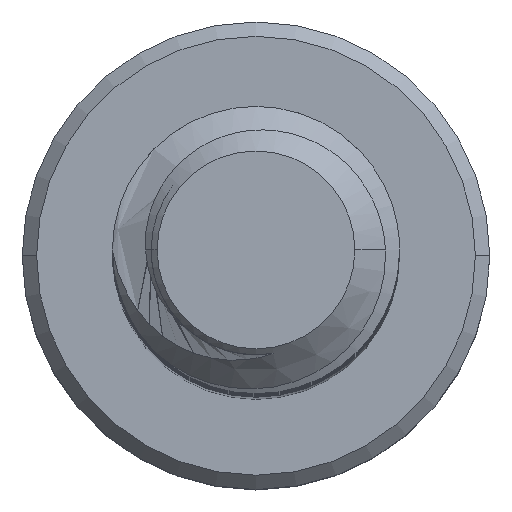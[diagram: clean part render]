
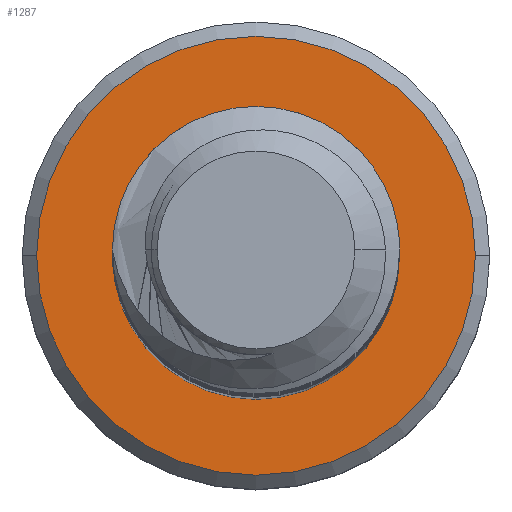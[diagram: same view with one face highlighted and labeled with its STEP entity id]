
A CAD part, top view. The second image highlights one B-rep face of the part: STEP entity #1287.
In plain terms, the highlighted planar face has unit normal (0, 0, 1).
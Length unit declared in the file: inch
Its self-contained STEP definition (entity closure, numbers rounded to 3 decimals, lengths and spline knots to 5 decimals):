
#13 = CARTESIAN_POINT ( 'NONE',  ( 0., 0., -1. ) ) ;
#16 = FACE_BOUND ( 'NONE', #6685, .T. ) ;
#72 = EDGE_CURVE ( 'NONE', #195, #5263, #7105, .T. ) ;
#103 = CARTESIAN_POINT ( 'NONE',  ( -0.0657, 0., -1. ) ) ;
#170 = EDGE_CURVE ( 'NONE', #8836, #4892, #310, .T. ) ;
#195 = VERTEX_POINT ( 'NONE', #3352 ) ;
#310 = CIRCLE ( 'NONE', #9046, 0.043 ) ;
#1109 = DIRECTION ( 'NONE',  ( 0., 0., 1. ) ) ;
#1287 = ADVANCED_FACE ( 'NONE', ( #1895, #16 ), #2088, .F. ) ;
#1445 = ORIENTED_EDGE ( 'NONE', *, *, #170, .F. ) ;
#1448 = DIRECTION ( 'NONE',  ( -1., 0., 0. ) ) ;
#1576 = DIRECTION ( 'NONE',  ( 0., 0., 1. ) ) ;
#1895 = FACE_OUTER_BOUND ( 'NONE', #7033, .T. ) ;
#1915 = CARTESIAN_POINT ( 'NONE',  ( 0., 0., -1. ) ) ;
#2088 = PLANE ( 'NONE',  #8042 ) ;
#2089 = CARTESIAN_POINT ( 'NONE',  ( 0., 0., -1. ) ) ;
#2100 = DIRECTION ( 'NONE',  ( 0., 0., -1. ) ) ;
#2128 = DIRECTION ( 'NONE',  ( -1., 0., 0. ) ) ;
#2781 = ORIENTED_EDGE ( 'NONE', *, *, #8136, .T. ) ;
#2794 = DIRECTION ( 'NONE',  ( -1., 0., 0. ) ) ;
#3195 = CARTESIAN_POINT ( 'NONE',  ( -0.043, 0., -1. ) ) ;
#3352 = CARTESIAN_POINT ( 'NONE',  ( 0.0657, 0., -1. ) ) ;
#3633 = ORIENTED_EDGE ( 'NONE', *, *, #72, .T. ) ;
#3954 = CARTESIAN_POINT ( 'NONE',  ( 0., 0., -1. ) ) ;
#4000 = CIRCLE ( 'NONE', #4598, 0.043 ) ;
#4598 = AXIS2_PLACEMENT_3D ( 'NONE', #3954, #8408, #4730 ) ;
#4730 = DIRECTION ( 'NONE',  ( -1., 0., 0. ) ) ;
#4869 = AXIS2_PLACEMENT_3D ( 'NONE', #1915, #7175, #2794 ) ;
#4892 = VERTEX_POINT ( 'NONE', #3195 ) ;
#5263 = VERTEX_POINT ( 'NONE', #103 ) ;
#5279 = AXIS2_PLACEMENT_3D ( 'NONE', #13, #1576, #5604 ) ;
#5370 = ORIENTED_EDGE ( 'NONE', *, *, #7549, .F. ) ;
#5604 = DIRECTION ( 'NONE',  ( -1., 0., 0. ) ) ;
#6685 = EDGE_LOOP ( 'NONE', ( #1445, #5370 ) ) ;
#7033 = EDGE_LOOP ( 'NONE', ( #2781, #3633 ) ) ;
#7105 = CIRCLE ( 'NONE', #5279, 0.0657 ) ;
#7175 = DIRECTION ( 'NONE',  ( 0., 0., 1. ) ) ;
#7549 = EDGE_CURVE ( 'NONE', #4892, #8836, #4000, .T. ) ;
#7798 = CIRCLE ( 'NONE', #4869, 0.0657 ) ;
#7877 = CARTESIAN_POINT ( 'NONE',  ( 0.043, 0., -1. ) ) ;
#8042 = AXIS2_PLACEMENT_3D ( 'NONE', #2089, #2100, #2128 ) ;
#8136 = EDGE_CURVE ( 'NONE', #5263, #195, #7798, .T. ) ;
#8408 = DIRECTION ( 'NONE',  ( 0., 0., 1. ) ) ;
#8836 = VERTEX_POINT ( 'NONE', #7877 ) ;
#9036 = CARTESIAN_POINT ( 'NONE',  ( 0., 0., -1. ) ) ;
#9046 = AXIS2_PLACEMENT_3D ( 'NONE', #9036, #1109, #1448 ) ;
